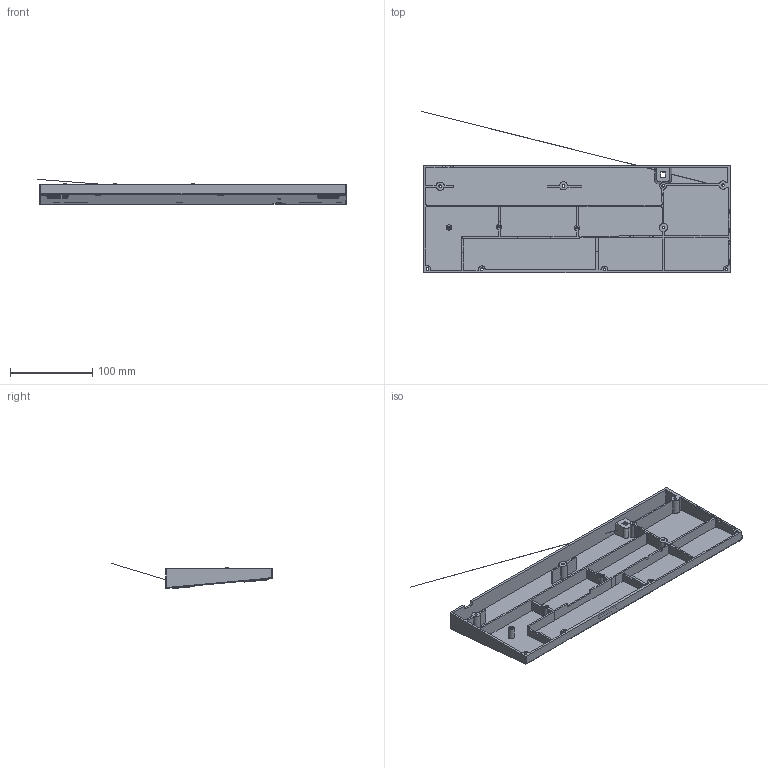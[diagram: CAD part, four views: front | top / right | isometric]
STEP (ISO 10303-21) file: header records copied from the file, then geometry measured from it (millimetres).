
FILE_DESCRIPTION((''),'2;1');
FILE_NAME('TEMP.stp','2020-05-07T14:36:19',(''),(''),'STEP Write','Mastercam 2020 ... CNC Software, Inc.','');
FILE_SCHEMA(('AUTOMOTIVE_DESIGN'));
Length unit declared in the file: millimetre
Products named in the file (1): None
Bounding box: 375.97 x 196.64 x 30.77 mm (x, y, z)
Volume: 197949 mm3; surface area: 166649.1 mm2
Topology: 1 solids, 1 shells, 408 faces, 1134 edges, 751 vertices
Faces by surface type: cylinder 197, plane 183, bspline 20, sphere 8
Full cylindrical faces by diameter (mm): 1.8 x3, 3 x3, 3.3 x9, 6 x9, 6.5 x1
Entity records: 14938 total; most frequent: CARTESIAN_POINT 4496, ORIENTED_EDGE 2164, DIRECTION 2004, EDGE_CURVE 1082, VERTEX_POINT 728, AXIS2_PLACEMENT_3D 691, VECTOR 622, LINE 622
